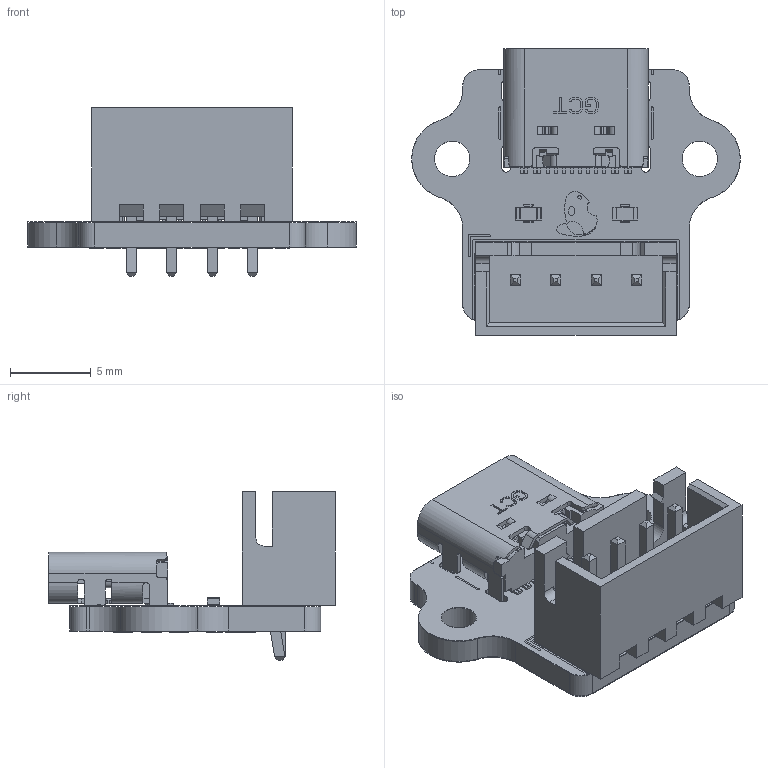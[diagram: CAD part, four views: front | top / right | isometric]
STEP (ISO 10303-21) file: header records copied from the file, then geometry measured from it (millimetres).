
FILE_DESCRIPTION(('KiCad electronic assembly'),'2;1');
FILE_NAME('USB-C Board.step','2025-08-12T19:09:08',('Pcbnew'),('Kicad'), 'Open CASCADE STEP processor 7.8','KiCad to STEP converter','Unknown' );
FILE_SCHEMA(('AUTOMOTIVE_DESIGN { 1 0 10303 214 1 1 1 1 }'));
Length unit declared in the file: millimetre
Products named in the file (9): USB-C Board 1; R_0603_1608Metric; JST_XH_B4B-XH-A_1x04_P2.50mm_Vertical; USB_C_Receptacle_GCT_USB4105-GF-A-060; USB4105-15-A-120_PART2; USB4105-15-A-120_PART1; USB-C Board_silkscreen; USB-C Board_soldermask; USB-C Board_PCB
Assembly tree (9 placements, depth 3):
  USB-C Board 1
    R_0603_1608Metric  x2
    JST_XH_B4B-XH-A_1x04_P2.50mm_Vertical
    USB_C_Receptacle_GCT_USB4105-GF-A-060
      USB4105-15-A-120_PART2
      USB4105-15-A-120_PART1
    USB-C Board_silkscreen
    USB-C Board_soldermask
    USB-C Board_PCB
Bounding box: 20.31 x 17.7 x 10.4 mm (x, y, z)
Volume: 711.8 mm3; surface area: 2240.5 mm2
Topology: 6 solids, 52 shells, 1109 faces, 3909 edges, 2859 vertices
Faces by surface type: plane 854, cylinder 204, cone 42, bspline 9
Full cylindrical faces by diameter (mm): 0.5 x2, 0.65 x2, 0.95 x4, 2.2 x2
Entity records: 45879 total; most frequent: CARTESIAN_POINT 8402, ORIENTED_EDGE 6701, DIRECTION 6644, EDGE_CURVE 3838, LINE 3078, VECTOR 3078, VERTEX_POINT 2815, AXIS2_PLACEMENT_3D 1783
